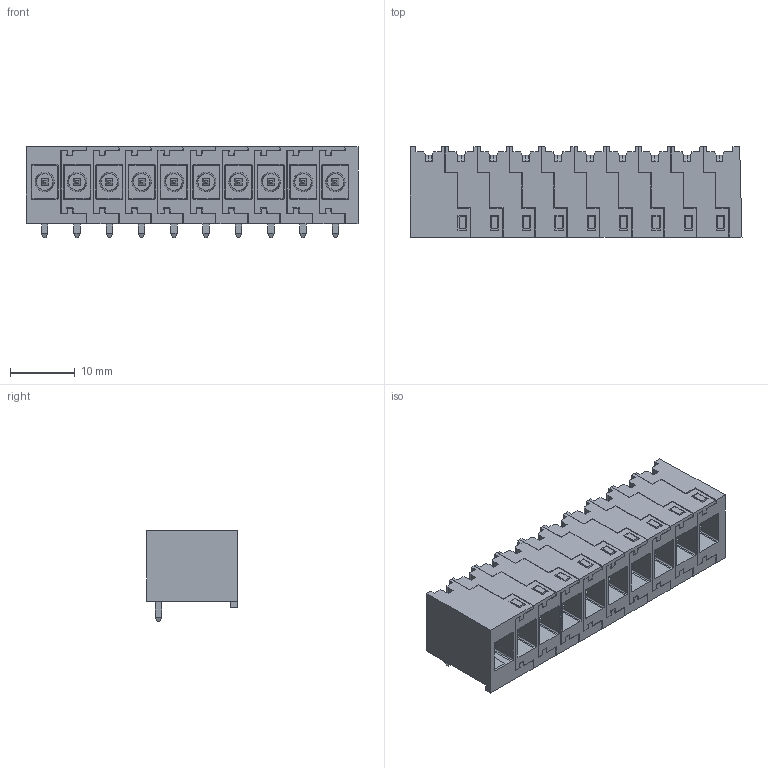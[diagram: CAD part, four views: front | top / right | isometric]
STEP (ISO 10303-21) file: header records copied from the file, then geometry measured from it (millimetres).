
FILE_DESCRIPTION(('CATIA V5 STEP Exchange','CAx-IF Rec.Pracs.--- Model Styling and Organization---1.4--- 2014-01-23'),'2;1');
FILE_NAME ('1328620-1_0_8000072513_8000072513.stp','2021-04-07T10:25:48+00:00',('none'),('Weidmueller'),'CATIA Version 5-6 Release 2016 SP3 HF44','CATIA V5 STEP AP214','none');
FILE_SCHEMA(('AUTOMOTIVE_DESIGN { 1 0 10303 214 1 1 1 1 }'));
Length unit declared in the file: millimetre
Products named in the file (1): 8000072513
Bounding box: 51.4 x 14.02 x 14.18 mm (x, y, z)
Volume: 5441.5 mm3; surface area: 10633.8 mm2
Topology: 20 solids, 20 shells, 1105 faces, 3038 edges, 1992 vertices
Faces by surface type: plane 985, cylinder 60, revolution 40, cone 20
Entity records: 33899 total; most frequent: CARTESIAN_POINT 7242, ORIENTED_EDGE 6076, DIRECTION 3990, EDGE_CURVE 3038, VECTOR 2788, LINE 2788, VERTEX_POINT 1992, EDGE_LOOP 1180
